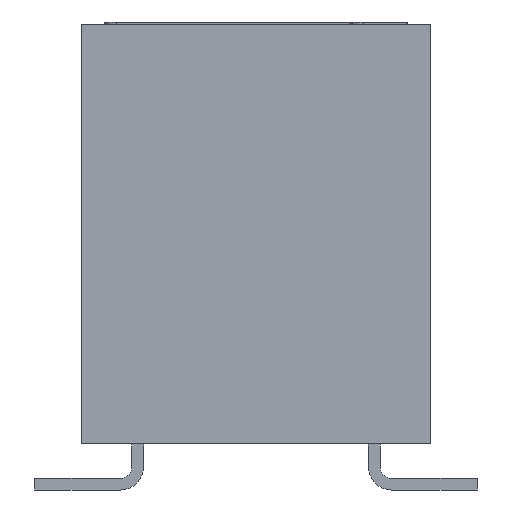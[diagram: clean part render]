
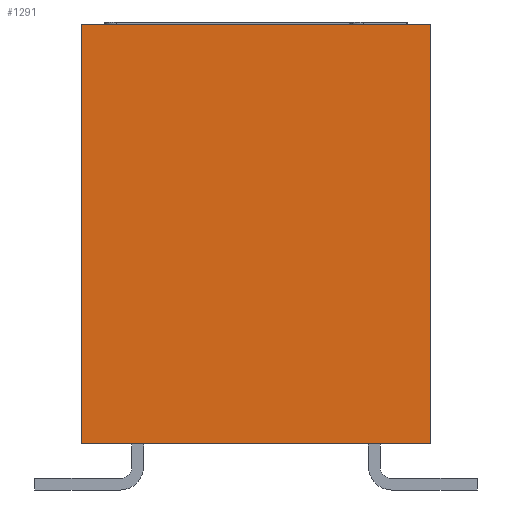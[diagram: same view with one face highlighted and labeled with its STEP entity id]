
A CAD part, front view. The second image highlights one B-rep face of the part: STEP entity #1291.
In plain terms, the highlighted planar face has unit normal (0, -1, 0).
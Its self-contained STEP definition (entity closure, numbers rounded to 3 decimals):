
#62 = VERTEX_POINT('',#63);
#63 = CARTESIAN_POINT('',(3.75,-8.75,1.));
#71 = VERTEX_POINT('',#72);
#72 = CARTESIAN_POINT('',(-3.75,-8.75,1.));
#78 = EDGE_CURVE('',#62,#71,#79,.T.);
#79 = LINE('',#80,#81);
#80 = CARTESIAN_POINT('',(3.75,-8.75,1.));
#81 = VECTOR('',#82,1.);
#82 = DIRECTION('',(-1.,0.,0.));
#129 = VERTEX_POINT('',#130);
#130 = CARTESIAN_POINT('',(3.75,-8.75,10.));
#136 = EDGE_CURVE('',#62,#129,#137,.T.);
#137 = LINE('',#138,#139);
#138 = CARTESIAN_POINT('',(3.75,-8.75,0.));
#139 = VECTOR('',#140,1.);
#140 = DIRECTION('',(0.,0.,1.));
#152 = EDGE_CURVE('',#129,#153,#155,.T.);
#153 = VERTEX_POINT('',#154);
#154 = CARTESIAN_POINT('',(-3.75,-8.75,10.));
#155 = LINE('',#156,#157);
#156 = CARTESIAN_POINT('',(3.75,-8.75,10.));
#157 = VECTOR('',#158,1.);
#158 = DIRECTION('',(-1.,0.,0.));
#1279 = EDGE_CURVE('',#71,#153,#1280,.T.);
#1280 = LINE('',#1281,#1282);
#1281 = CARTESIAN_POINT('',(-3.75,-8.75,0.));
#1282 = VECTOR('',#1283,1.);
#1283 = DIRECTION('',(0.,0.,1.));
#1291 = ADVANCED_FACE('',(#1292),#1298,.T.);
#1292 = FACE_BOUND('',#1293,.T.);
#1293 = EDGE_LOOP('',(#1294,#1295,#1296,#1297));
#1294 = ORIENTED_EDGE('',*,*,#78,.F.);
#1295 = ORIENTED_EDGE('',*,*,#136,.T.);
#1296 = ORIENTED_EDGE('',*,*,#152,.T.);
#1297 = ORIENTED_EDGE('',*,*,#1279,.F.);
#1298 = PLANE('',#1299);
#1299 = AXIS2_PLACEMENT_3D('',#1300,#1301,#1302);
#1300 = CARTESIAN_POINT('',(3.75,-8.75,0.));
#1301 = DIRECTION('',(0.,-1.,0.));
#1302 = DIRECTION('',(-1.,0.,0.));
